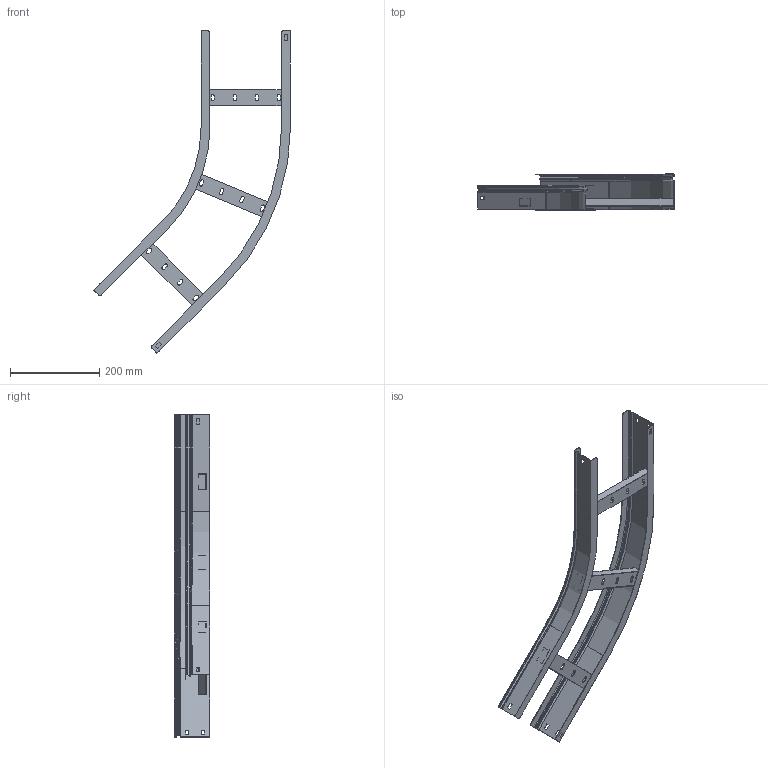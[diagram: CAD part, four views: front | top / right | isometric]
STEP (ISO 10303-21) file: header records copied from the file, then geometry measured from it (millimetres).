
FILE_DESCRIPTION (( 'STEP AP214' ), '1' );
FILE_NAME ('CKR04D-4--05.STEP', '2021-03-08T15:32:09', ( '' ), ( '' ), 'SwSTEP 2.0', 'SolidWorks 2017', '' );
FILE_SCHEMA (( 'AUTOMOTIVE_DESIGN' ));
Length unit declared in the file: millimetre
Products named in the file (4): 嗜吕 195.07.02 祟礞屦铐 铗忮蝽_-05; CKR04D-4--05; 岓臍 195.07.01 呧翲歑鍙 摳賧禖嶱-00; ÊÈÂÀ 095.00.02 Ïëàíêà ïîïåðå÷íàÿ_-01
Assembly tree (5 placements, depth 2):
  CKR04D-4--05
    岓臍 195.07.01 呧翲歑鍙 摳賧禖嶱-00
    ÊÈÂÀ 095.00.02 Ïëàíêà ïîïåðå÷íàÿ_-01  x3
    嗜吕 195.07.02 祟礞屦铐 铗忮蝽_-05
Bounding box: 441.91 x 80 x 724 mm (x, y, z)
Volume: 254346.5 mm3; surface area: 430944.7 mm2
Topology: 5 solids, 5 shells, 340 faces, 874 edges, 544 vertices
Faces by surface type: plane 246, cylinder 72, torus 14, cone 8
Entity records: 7354 total; most frequent: DIRECTION 1252, CARTESIAN_POINT 1234, ORIENTED_EDGE 1220, EDGE_CURVE 610, VECTOR 480, LINE 480, AXIS2_PLACEMENT_3D 386, VERTEX_POINT 368
